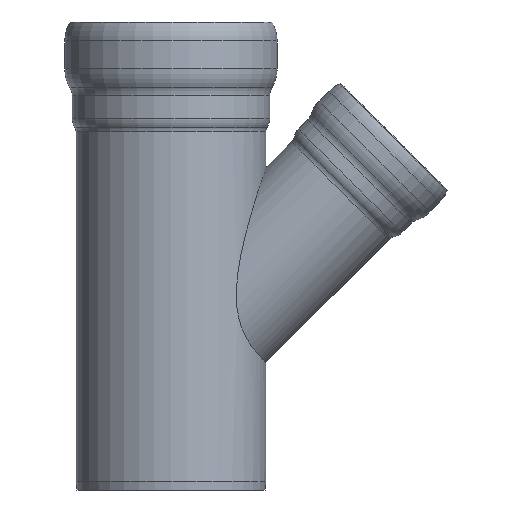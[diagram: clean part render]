
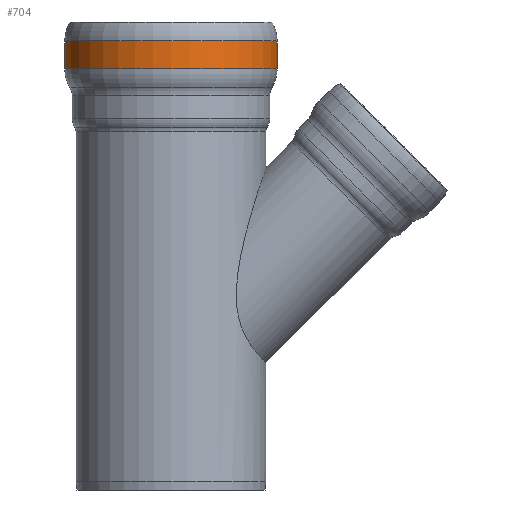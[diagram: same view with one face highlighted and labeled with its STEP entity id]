
A CAD part, front view. The second image highlights one B-rep face of the part: STEP entity #704.
In plain terms, the highlighted cylindrical face has radius 1225 mm (diameter 2450 mm), a full revolution.
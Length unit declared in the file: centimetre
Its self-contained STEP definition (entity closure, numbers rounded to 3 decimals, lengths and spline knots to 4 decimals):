
#72=CIRCLE('',#769,122.5);
#74=CIRCLE('',#771,122.5);
#75=CIRCLE('',#773,122.5);
#76=CIRCLE('',#774,122.5);
#145=FACE_OUTER_BOUND('',#188,.T.);
#188=EDGE_LOOP('',(#516,#517,#518,#519,#520,#521));
#226=LINE('',#1449,#245);
#245=VECTOR('',#945,122.5);
#290=VERTEX_POINT('',#1439);
#291=VERTEX_POINT('',#1440);
#292=VERTEX_POINT('',#1445);
#293=VERTEX_POINT('',#1446);
#372=EDGE_CURVE('',#290,#291,#72,.T.);
#374=EDGE_CURVE('',#291,#290,#74,.T.);
#375=EDGE_CURVE('',#292,#293,#75,.T.);
#376=EDGE_CURVE('',#293,#292,#76,.T.);
#377=EDGE_CURVE('',#293,#291,#226,.T.);
#516=ORIENTED_EDGE('',*,*,#375,.F.);
#517=ORIENTED_EDGE('',*,*,#376,.F.);
#518=ORIENTED_EDGE('',*,*,#377,.T.);
#519=ORIENTED_EDGE('',*,*,#374,.T.);
#520=ORIENTED_EDGE('',*,*,#372,.T.);
#521=ORIENTED_EDGE('',*,*,#377,.F.);
#684=CYLINDRICAL_SURFACE('',#772,122.5);
#704=ADVANCED_FACE('',(#145),#684,.T.);
#769=AXIS2_PLACEMENT_3D('',#1441,#933,#934);
#771=AXIS2_PLACEMENT_3D('',#1443,#937,#938);
#772=AXIS2_PLACEMENT_3D('',#1444,#939,#940);
#773=AXIS2_PLACEMENT_3D('',#1447,#941,#942);
#774=AXIS2_PLACEMENT_3D('',#1448,#943,#944);
#933=DIRECTION('center_axis',(0.,0.,-1.));
#934=DIRECTION('ref_axis',(1.,0.,0.));
#937=DIRECTION('center_axis',(0.,0.,-1.));
#938=DIRECTION('ref_axis',(1.,0.,0.));
#939=DIRECTION('center_axis',(0.,0.,-1.));
#940=DIRECTION('ref_axis',(-1.,0.,0.));
#941=DIRECTION('center_axis',(0.,0.,-1.));
#942=DIRECTION('ref_axis',(1.,0.,0.));
#943=DIRECTION('center_axis',(0.,0.,-1.));
#944=DIRECTION('ref_axis',(1.,0.,0.));
#945=DIRECTION('',(0.,0.,1.));
#1439=CARTESIAN_POINT('',(0.,-122.5,518.1425));
#1440=CARTESIAN_POINT('',(122.5,0.,518.1425));
#1441=CARTESIAN_POINT('Origin',(0.,0.,518.1425));
#1443=CARTESIAN_POINT('Origin',(0.,0.,518.1425));
#1444=CARTESIAN_POINT('Origin',(0.,0.,502.));
#1445=CARTESIAN_POINT('',(0.,-122.5,485.8575));
#1446=CARTESIAN_POINT('',(122.5,0.,485.8575));
#1447=CARTESIAN_POINT('Origin',(0.,0.,485.8575));
#1448=CARTESIAN_POINT('Origin',(0.,0.,485.8575));
#1449=CARTESIAN_POINT('',(122.5,0.,502.));
